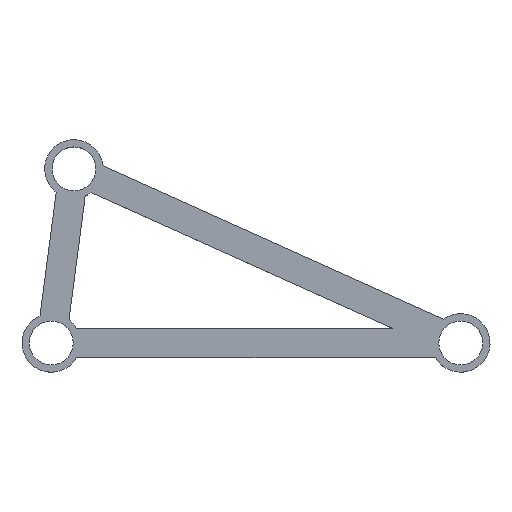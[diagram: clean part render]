
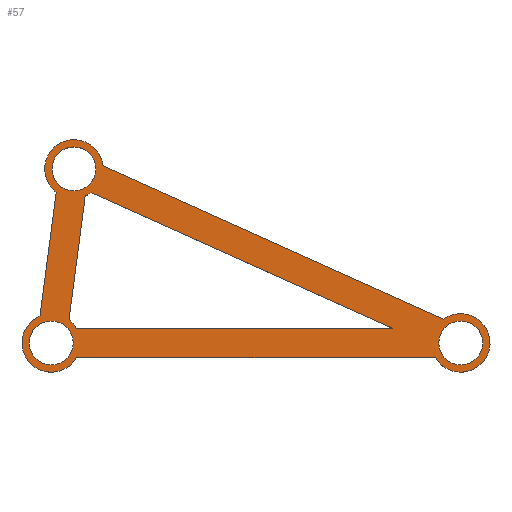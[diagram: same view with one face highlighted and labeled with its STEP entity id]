
A CAD part, top view. The second image highlights one B-rep face of the part: STEP entity #57.
In plain terms, the highlighted planar face has unit normal (0, 0, 1).
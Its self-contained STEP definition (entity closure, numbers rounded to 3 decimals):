
#57=ADVANCED_FACE('',(#207,#209,#211,#213,#215),#217,.T.);
#207=FACE_BOUND('',#208,.T.);
#208=EDGE_LOOP('',(#340,#341,#342,#343,#344,#345));
#209=FACE_BOUND('',#210,.T.);
#210=EDGE_LOOP('',(#346,#347,#348,#349,#350));
#211=FACE_BOUND('',#212,.T.);
#212=EDGE_LOOP('',(#351));
#213=FACE_BOUND('',#214,.T.);
#214=EDGE_LOOP('',(#352));
#215=FACE_BOUND('',#216,.T.);
#216=EDGE_LOOP('',(#353));
#217=PLANE('',#218);
#218=AXIS2_PLACEMENT_3D('',#219,#220,#221);
#219=CARTESIAN_POINT('',(0.,0.,2.5));
#220=DIRECTION('',(0.,0.,1.));
#221=DIRECTION('',(1.,0.,0.));
#340=ORIENTED_EDGE('',*,*,#418,.T.);
#341=ORIENTED_EDGE('',*,*,#419,.T.);
#342=ORIENTED_EDGE('',*,*,#420,.T.);
#343=ORIENTED_EDGE('',*,*,#421,.T.);
#344=ORIENTED_EDGE('',*,*,#422,.T.);
#345=ORIENTED_EDGE('',*,*,#423,.T.);
#346=ORIENTED_EDGE('',*,*,#424,.T.);
#347=ORIENTED_EDGE('',*,*,#425,.T.);
#348=ORIENTED_EDGE('',*,*,#426,.T.);
#349=ORIENTED_EDGE('',*,*,#427,.T.);
#350=ORIENTED_EDGE('',*,*,#428,.T.);
#351=ORIENTED_EDGE('',*,*,#429,.T.);
#352=ORIENTED_EDGE('',*,*,#430,.T.);
#353=ORIENTED_EDGE('',*,*,#431,.T.);
#418=EDGE_CURVE('',#471,#472,#473,.T.);
#419=EDGE_CURVE('',#472,#474,#475,.T.);
#420=EDGE_CURVE('',#474,#476,#477,.T.);
#421=EDGE_CURVE('',#476,#478,#479,.T.);
#422=EDGE_CURVE('',#478,#480,#481,.T.);
#423=EDGE_CURVE('',#480,#471,#482,.T.);
#424=EDGE_CURVE('',#483,#484,#485,.F.);
#425=EDGE_CURVE('',#484,#486,#487,.F.);
#426=EDGE_CURVE('',#486,#488,#489,.F.);
#427=EDGE_CURVE('',#488,#490,#491,.F.);
#428=EDGE_CURVE('',#490,#483,#492,.F.);
#429=EDGE_CURVE('',#493,#493,#494,.F.);
#430=EDGE_CURVE('',#495,#495,#496,.F.);
#431=EDGE_CURVE('',#497,#497,#498,.F.);
#471=VERTEX_POINT('',#574);
#472=VERTEX_POINT('',#575);
#473=LINE('',#576,#577);
#474=VERTEX_POINT('',#579);
#475=CIRCLE('',#580,10.);
#476=VERTEX_POINT('',#584);
#477=LINE('',#585,#586);
#478=VERTEX_POINT('',#588);
#479=CIRCLE('',#589,10.);
#480=VERTEX_POINT('',#593);
#481=LINE('',#594,#595);
#482=CIRCLE('',#597,10.);
#483=VERTEX_POINT('',#601);
#484=VERTEX_POINT('',#602);
#485=LINE('',#603,#604);
#486=VERTEX_POINT('',#606);
#487=CIRCLE('',#607,10.);
#488=VERTEX_POINT('',#611);
#489=LINE('',#612,#613);
#490=VERTEX_POINT('',#615);
#491=LINE('',#616,#617);
#492=CIRCLE('',#619,10.);
#493=VERTEX_POINT('',#623);
#494=CIRCLE('',#624,7.5);
#495=VERTEX_POINT('',#628);
#496=CIRCLE('',#629,7.5);
#497=VERTEX_POINT('',#633);
#498=CIRCLE('',#634,7.5);
#574=CARTESIAN_POINT('',(134.154,8.113,2.5));
#575=CARTESIAN_POINT('',(17.717,60.501,2.5));
#576=CARTESIAN_POINT('',(134.154,8.113,2.5));
#577=VECTOR('',#578,1.);
#578=DIRECTION('',(-0.912,0.41,0.));
#579=CARTESIAN_POINT('',(1.689,51.555,2.5));
#580=AXIS2_PLACEMENT_3D('',#581,#582,#583);
#581=CARTESIAN_POINT('',(7.768,59.495,2.5));
#582=DIRECTION('',(0.,0.,1.));
#583=DIRECTION('',(0.995,0.101,0.));
#584=CARTESIAN_POINT('',(-3.837,9.235,2.5));
#585=CARTESIAN_POINT('',(1.689,51.555,2.5));
#586=VECTOR('',#587,1.);
#587=DIRECTION('',(-0.129,-0.992,0.));
#588=CARTESIAN_POINT('',(8.66,-5.,2.5));
#589=AXIS2_PLACEMENT_3D('',#590,#591,#592);
#590=CARTESIAN_POINT('',(0.,0.,2.5));
#591=DIRECTION('',(0.,0.,1.));
#592=DIRECTION('',(-0.384,0.923,0.));
#593=CARTESIAN_POINT('',(131.34,-5.,2.5));
#594=CARTESIAN_POINT('',(8.66,-5.,2.5));
#595=VECTOR('',#596,1.);
#596=DIRECTION('',(1.,0.,0.));
#597=AXIS2_PLACEMENT_3D('',#598,#599,#600);
#598=CARTESIAN_POINT('',(140.,0.,2.5));
#599=DIRECTION('',(0.,0.,1.));
#600=DIRECTION('',(-0.866,-0.5,0.));
#601=CARTESIAN_POINT('',(6.079,7.94,2.5));
#602=CARTESIAN_POINT('',(11.605,50.26,2.5));
#603=CARTESIAN_POINT('',(11.605,50.26,2.5));
#604=VECTOR('',#605,1.);
#605=DIRECTION('',(-0.129,-0.992,0.));
#606=CARTESIAN_POINT('',(13.614,51.382,2.5));
#607=AXIS2_PLACEMENT_3D('',#608,#609,#610);
#608=CARTESIAN_POINT('',(7.768,59.495,2.5));
#609=DIRECTION('',(0.,0.,-1.));
#610=DIRECTION('',(0.585,-0.811,0.));
#611=CARTESIAN_POINT('',(116.701,5.,2.5));
#612=CARTESIAN_POINT('',(116.701,5.,2.5));
#613=VECTOR('',#614,1.);
#614=DIRECTION('',(-0.912,0.41,0.));
#615=CARTESIAN_POINT('',(8.66,5.,2.5));
#616=CARTESIAN_POINT('',(8.66,5.,2.5));
#617=VECTOR('',#618,1.);
#618=DIRECTION('',(1.,0.,0.));
#619=AXIS2_PLACEMENT_3D('',#620,#621,#622);
#620=CARTESIAN_POINT('',(0.,0.,2.5));
#621=DIRECTION('',(0.,0.,-1.));
#622=DIRECTION('',(0.608,0.794,0.));
#623=CARTESIAN_POINT('',(7.5,0.,2.5));
#624=AXIS2_PLACEMENT_3D('',#625,#626,#627);
#625=CARTESIAN_POINT('',(0.,0.,2.5));
#626=DIRECTION('',(0.,0.,1.));
#627=DIRECTION('',(1.,0.,0.));
#628=CARTESIAN_POINT('',(147.5,0.,2.5));
#629=AXIS2_PLACEMENT_3D('',#630,#631,#632);
#630=CARTESIAN_POINT('',(140.,0.,2.5));
#631=DIRECTION('',(0.,0.,1.));
#632=DIRECTION('',(1.,0.,0.));
#633=CARTESIAN_POINT('',(15.268,59.495,2.5));
#634=AXIS2_PLACEMENT_3D('',#635,#636,#637);
#635=CARTESIAN_POINT('',(7.768,59.495,2.5));
#636=DIRECTION('',(0.,0.,1.));
#637=DIRECTION('',(1.,0.,0.));
